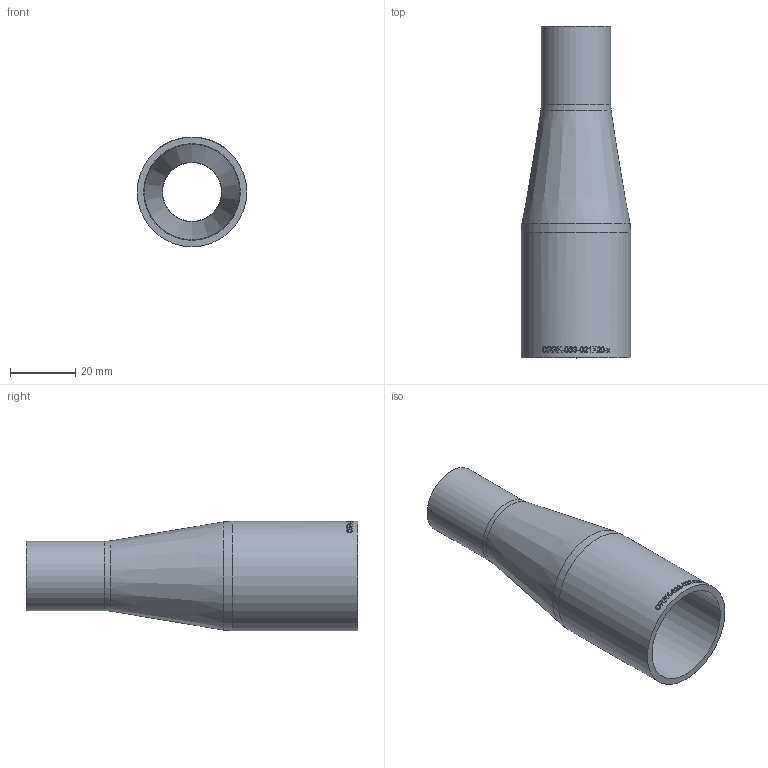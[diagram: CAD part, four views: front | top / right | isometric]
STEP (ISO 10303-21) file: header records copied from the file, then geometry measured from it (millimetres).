
FILE_DESCRIPTION (( 'STEP AP214' ), '1' );
FILE_NAME ('ORRK-033-021X20-x Reduzierung orbital ISO Koncenter 2008.STEP', '2020-08-14T11:11:58', ( '' ), ( '' ), 'SwSTEP 2.0', 'SolidWorks 2019', '' );
FILE_SCHEMA (( 'AUTOMOTIVE_DESIGN' ));
Length unit declared in the file: millimetre
Products named in the file (1): ORRK-033-021X20-x Reduzierung orbital ISO Koncenter 2008
Bounding box: 33.7 x 102 x 33.7 mm (x, y, z)
Volume: 15878.4 mm3; surface area: 17414.7 mm2
Topology: 1 solids, 1 shells, 233 faces, 616 edges, 408 vertices
Faces by surface type: bspline 142, plane 58, cylinder 27, torus 4, cone 2
Full cylindrical faces by diameter (mm): 18.1 x1, 21.3 x1, 29.7 x1, 33.7 x1
Entity records: 21107 total; most frequent: CARTESIAN_POINT 14192, ORIENTED_EDGE 1212, EDGE_CURVE 606, B_SPLINE_CURVE_WITH_KNOTS 447, DIRECTION 427, VERTEX_POINT 408, EDGE_LOOP 268, FACE_OUTER_BOUND 241
